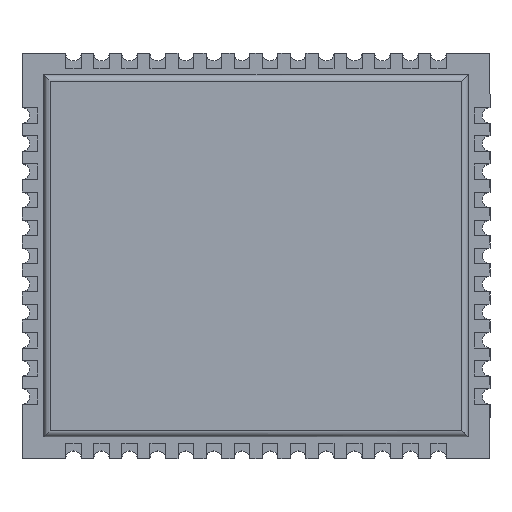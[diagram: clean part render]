
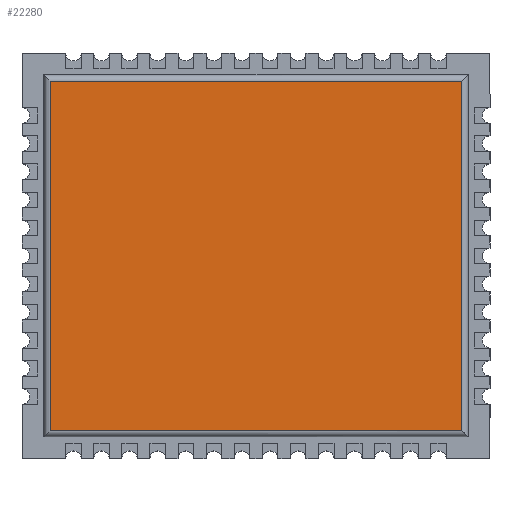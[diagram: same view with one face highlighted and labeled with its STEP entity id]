
A CAD part, top view. The second image highlights one B-rep face of the part: STEP entity #22280.
In plain terms, the highlighted planar face has unit normal (0, 0, 1).
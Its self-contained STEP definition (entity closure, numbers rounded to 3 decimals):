
#376 = EDGE_CURVE ( 'NONE', #23101, #6754, #11254, .T. ) ;
#635 = EDGE_CURVE ( 'NONE', #17887, #23101, #1331, .T. ) ;
#995 = EDGE_CURVE ( 'NONE', #19404, #17887, #1548, .T. ) ;
#1331 = LINE ( 'NONE', #8967, #17527 ) ;
#1548 = LINE ( 'NONE', #9182, #18282 ) ;
#1720 = DIRECTION ( 'NONE',  ( 0., 1., 0. ) ) ;
#1828 = FACE_OUTER_BOUND ( 'NONE', #23908, .T. ) ;
#4040 = DIRECTION ( 'NONE',  ( -1., 0., 0. ) ) ;
#5473 = PLANE ( 'NONE',  #21339 ) ;
#5834 = DIRECTION ( 'NONE',  ( 0., 0., -1. ) ) ;
#6279 = CARTESIAN_POINT ( 'NONE',  ( 6.6, -5.6, 1.5 ) ) ;
#6754 = VERTEX_POINT ( 'NONE', #10266 ) ;
#6987 = ORIENTED_EDGE ( 'NONE', *, *, #24762, .T. ) ;
#8967 = CARTESIAN_POINT ( 'NONE',  ( 0., -5.6, 1.5 ) ) ;
#9182 = CARTESIAN_POINT ( 'NONE',  ( -6.6, 0., 1.5 ) ) ;
#9901 = VECTOR ( 'NONE', #1720, 1000. ) ;
#10266 = CARTESIAN_POINT ( 'NONE',  ( 6.6, 5.6, 1.5 ) ) ;
#10759 = ORIENTED_EDGE ( 'NONE', *, *, #376, .T. ) ;
#11254 = LINE ( 'NONE', #18883, #9901 ) ;
#13461 = DIRECTION ( 'NONE',  ( -1., 0., 0. ) ) ;
#13573 = LINE ( 'NONE', #21243, #18440 ) ;
#15362 = CARTESIAN_POINT ( 'NONE',  ( -6.6, -5.6, 1.5 ) ) ;
#15528 = CARTESIAN_POINT ( 'NONE',  ( -6.6, 5.6, 1.5 ) ) ;
#16616 = DIRECTION ( 'NONE',  ( 1., 0., 0. ) ) ;
#16840 = DIRECTION ( 'NONE',  ( 0., -1., 0. ) ) ;
#17527 = VECTOR ( 'NONE', #16616, 1000. ) ;
#17887 = VERTEX_POINT ( 'NONE', #15362 ) ;
#18282 = VECTOR ( 'NONE', #16840, 1000. ) ;
#18440 = VECTOR ( 'NONE', #4040, 1000. ) ;
#18505 = ORIENTED_EDGE ( 'NONE', *, *, #995, .T. ) ;
#18883 = CARTESIAN_POINT ( 'NONE',  ( 6.6, 0., 1.5 ) ) ;
#19404 = VERTEX_POINT ( 'NONE', #15528 ) ;
#20418 = ORIENTED_EDGE ( 'NONE', *, *, #635, .T. ) ;
#21243 = CARTESIAN_POINT ( 'NONE',  ( 0., 5.6, 1.5 ) ) ;
#21339 = AXIS2_PLACEMENT_3D ( 'NONE', #23055, #5834, #13461 ) ;
#22280 = ADVANCED_FACE ( 'NONE', ( #1828 ), #5473, .F. ) ;
#23055 = CARTESIAN_POINT ( 'NONE',  ( 0., 0., 1.5 ) ) ;
#23101 = VERTEX_POINT ( 'NONE', #6279 ) ;
#23908 = EDGE_LOOP ( 'NONE', ( #18505, #20418, #10759, #6987 ) ) ;
#24762 = EDGE_CURVE ( 'NONE', #6754, #19404, #13573, .T. ) ;
